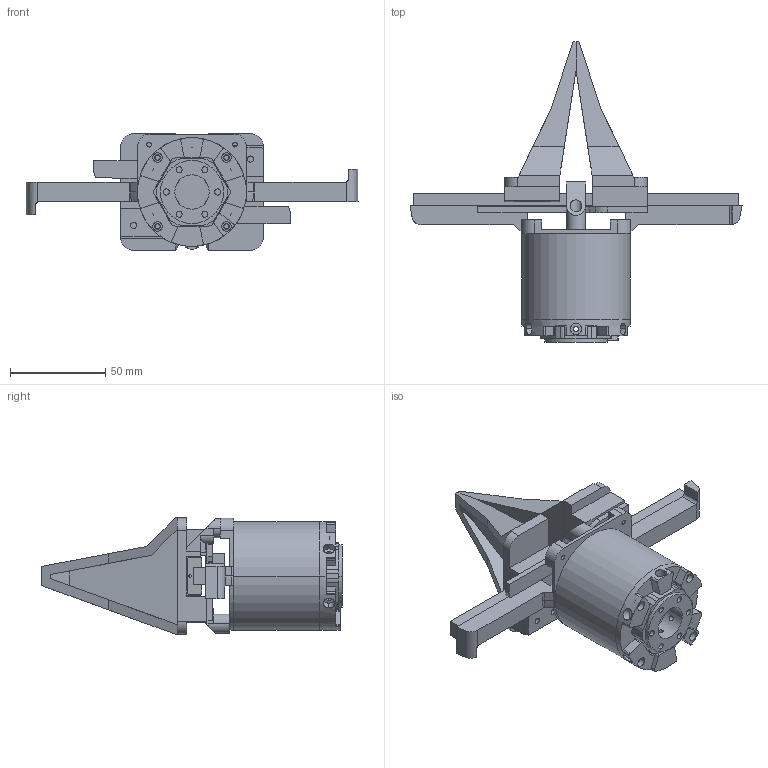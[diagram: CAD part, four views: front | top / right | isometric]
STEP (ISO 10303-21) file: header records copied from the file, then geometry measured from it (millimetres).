
FILE_DESCRIPTION (( 'STEP AP214' ), '1' );
FILE_NAME ('gripper-2023.STEP', '2026-01-07T07:07:27', ( '' ), ( '' ), 'SwSTEP 2.0', 'SolidWorks 2025', '' );
FILE_SCHEMA (( 'AUTOMOTIVE_DESIGN' ));
Length unit declared in the file: millimetre
Products named in the file (1): gripper-2023
Bounding box: 174 x 157.57 x 61 mm (x, y, z)
Volume: 218573.9 mm3; surface area: 84867.7 mm2
Topology: 12 solids, 12 shells, 729 faces, 1892 edges, 1248 vertices
Faces by surface type: cylinder 359, plane 344, cone 22, torus 4
Entity records: 23590 total; most frequent: CARTESIAN_POINT 4784, DIRECTION 4032, ORIENTED_EDGE 3776, EDGE_CURVE 1888, AXIS2_PLACEMENT_3D 1456, VERTEX_POINT 1248, VECTOR 1120, LINE 1120
